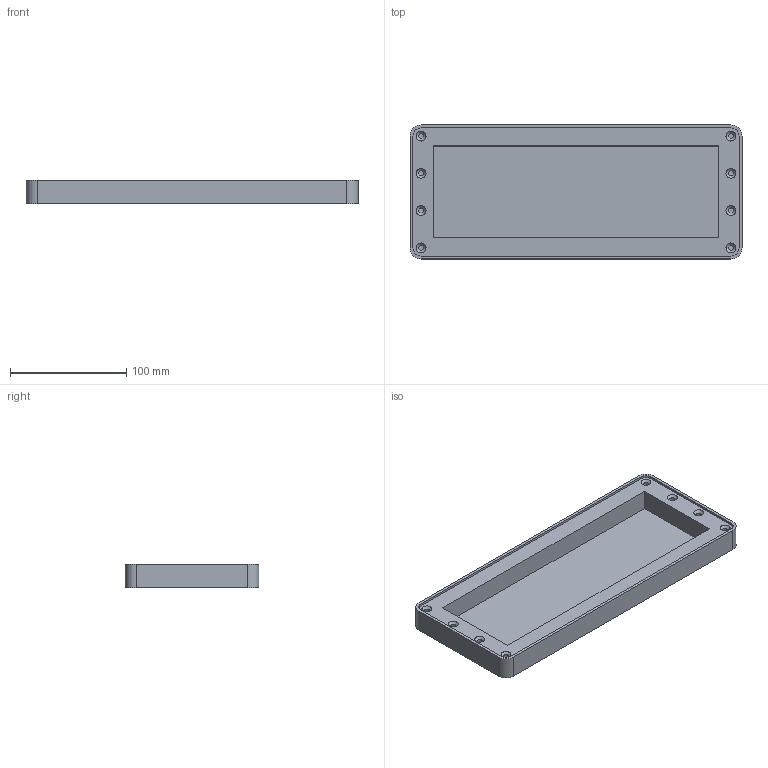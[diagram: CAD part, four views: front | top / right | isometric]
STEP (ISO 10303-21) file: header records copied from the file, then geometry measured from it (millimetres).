
FILE_DESCRIPTION(/* description */ ('Unknown'),/* implementation_level */ '2;1');
FILE_NAME(/* name */ 'ART. 501-A SPACER',/* time_stamp */ '2019-06-28T14:49:41+02:00',/* author */ ('Unknown'),/* organization */ ('Unknown'),/* preprocessor_version */ 'ST-DEVELOPER v16',/* originating_system */ 'DEX',/* authorisation */ $);
FILE_SCHEMA (('CONFIG_CONTROL_DESIGN'));
Length unit declared in the file: millimetre
Products named in the file (1): ART. 501-A SPACER
Bounding box: 285 x 115 x 20 mm (x, y, z)
Volume: 101633.1 mm3; surface area: 86804.5 mm2
Topology: 1 solids, 1 shells, 193 faces, 528 edges, 352 vertices
Faces by surface type: plane 117, cylinder 52, cone 24
Full cylindrical faces by diameter (mm): 4.5 x7, 4.593 x1
Entity records: 8744 total; most frequent: CARTESIAN_POINT 3826, ORIENTED_EDGE 1008, DIRECTION 988, EDGE_CURVE 504, LINE 344, VECTOR 344, VERTEX_POINT 344, AXIS2_PLACEMENT_3D 322
